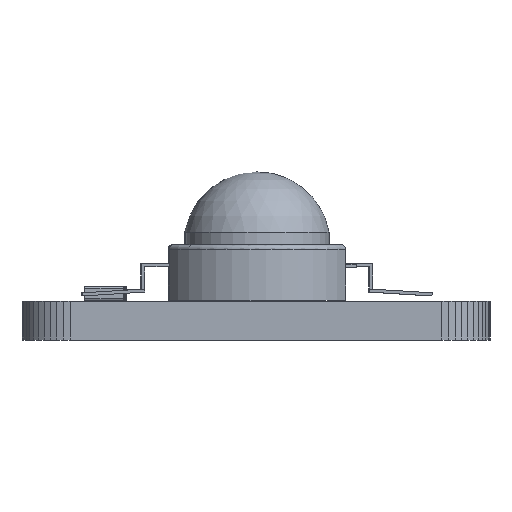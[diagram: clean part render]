
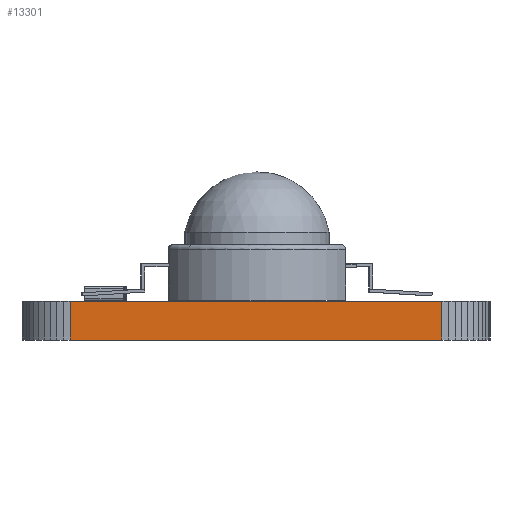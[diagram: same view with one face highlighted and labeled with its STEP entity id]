
A CAD part, left-side view. The second image highlights one B-rep face of the part: STEP entity #13301.
In plain terms, the highlighted planar face has unit normal (-1, 0, 0).
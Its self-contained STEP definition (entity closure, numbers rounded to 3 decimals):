
#10013 = PLANE('',#10014);
#10014 = AXIS2_PLACEMENT_3D('',#10015,#10016,#10017);
#10015 = CARTESIAN_POINT('',(144.329,-99.947,1.6));
#10016 = DIRECTION('',(-0.,-0.,-1.));
#10017 = DIRECTION('',(-1.,0.,0.));
#10067 = PLANE('',#10068);
#10068 = AXIS2_PLACEMENT_3D('',#10069,#10070,#10071);
#10069 = CARTESIAN_POINT('',(144.329,-99.947,0.));
#10070 = DIRECTION('',(-0.,-0.,-1.));
#10071 = DIRECTION('',(-1.,0.,0.));
#11100 = VERTEX_POINT('',#11101);
#11101 = CARTESIAN_POINT('',(124.588,-107.653,0.));
#11115 = PLANE('',#11116);
#11116 = AXIS2_PLACEMENT_3D('',#11117,#11118,#11119);
#11117 = CARTESIAN_POINT('',(124.608,-107.937,0.));
#11118 = DIRECTION('',(-0.997,-0.071,0.));
#11119 = DIRECTION('',(-0.071,0.997,0.));
#11127 = EDGE_CURVE('',#11100,#11128,#11130,.T.);
#11128 = VERTEX_POINT('',#11129);
#11129 = CARTESIAN_POINT('',(124.588,-92.242,0.));
#11130 = SURFACE_CURVE('',#11131,(#11135,#11142),.PCURVE_S1.);
#11131 = LINE('',#11132,#11133);
#11132 = CARTESIAN_POINT('',(124.588,-107.653,0.));
#11133 = VECTOR('',#11134,1.);
#11134 = DIRECTION('',(0.,1.,0.));
#11135 = PCURVE('',#10067,#11136);
#11136 = DEFINITIONAL_REPRESENTATION('',(#11137),#11141);
#11137 = LINE('',#11138,#11139);
#11138 = CARTESIAN_POINT('',(19.741,-7.706));
#11139 = VECTOR('',#11140,1.);
#11140 = DIRECTION('',(0.,1.));
#11141 = ( GEOMETRIC_REPRESENTATION_CONTEXT(2) 
PARAMETRIC_REPRESENTATION_CONTEXT() REPRESENTATION_CONTEXT('2D SPACE',''
  ) );
#11142 = PCURVE('',#11143,#11148);
#11143 = PLANE('',#11144);
#11144 = AXIS2_PLACEMENT_3D('',#11145,#11146,#11147);
#11145 = CARTESIAN_POINT('',(124.588,-107.653,0.));
#11146 = DIRECTION('',(-1.,0.,0.));
#11147 = DIRECTION('',(0.,1.,0.));
#11148 = DEFINITIONAL_REPRESENTATION('',(#11149),#11153);
#11149 = LINE('',#11150,#11151);
#11150 = CARTESIAN_POINT('',(0.,0.));
#11151 = VECTOR('',#11152,1.);
#11152 = DIRECTION('',(1.,0.));
#11153 = ( GEOMETRIC_REPRESENTATION_CONTEXT(2) 
PARAMETRIC_REPRESENTATION_CONTEXT() REPRESENTATION_CONTEXT('2D SPACE',''
  ) );
#11171 = PLANE('',#11172);
#11172 = AXIS2_PLACEMENT_3D('',#11173,#11174,#11175);
#11173 = CARTESIAN_POINT('',(124.588,-92.242,0.));
#11174 = DIRECTION('',(-0.997,0.071,0.));
#11175 = DIRECTION('',(0.071,0.997,0.));
#12274 = VERTEX_POINT('',#12275);
#12275 = CARTESIAN_POINT('',(124.588,-107.653,1.6));
#12296 = EDGE_CURVE('',#12274,#12297,#12299,.T.);
#12297 = VERTEX_POINT('',#12298);
#12298 = CARTESIAN_POINT('',(124.588,-92.242,1.6));
#12299 = SURFACE_CURVE('',#12300,(#12304,#12311),.PCURVE_S1.);
#12300 = LINE('',#12301,#12302);
#12301 = CARTESIAN_POINT('',(124.588,-107.653,1.6));
#12302 = VECTOR('',#12303,1.);
#12303 = DIRECTION('',(0.,1.,0.));
#12304 = PCURVE('',#10013,#12305);
#12305 = DEFINITIONAL_REPRESENTATION('',(#12306),#12310);
#12306 = LINE('',#12307,#12308);
#12307 = CARTESIAN_POINT('',(19.741,-7.706));
#12308 = VECTOR('',#12309,1.);
#12309 = DIRECTION('',(0.,1.));
#12310 = ( GEOMETRIC_REPRESENTATION_CONTEXT(2) 
PARAMETRIC_REPRESENTATION_CONTEXT() REPRESENTATION_CONTEXT('2D SPACE',''
  ) );
#12311 = PCURVE('',#11143,#12312);
#12312 = DEFINITIONAL_REPRESENTATION('',(#12313),#12317);
#12313 = LINE('',#12314,#12315);
#12314 = CARTESIAN_POINT('',(0.,-1.6));
#12315 = VECTOR('',#12316,1.);
#12316 = DIRECTION('',(1.,0.));
#12317 = ( GEOMETRIC_REPRESENTATION_CONTEXT(2) 
PARAMETRIC_REPRESENTATION_CONTEXT() REPRESENTATION_CONTEXT('2D SPACE',''
  ) );
#13251 = EDGE_CURVE('',#11128,#12297,#13252,.T.);
#13252 = SURFACE_CURVE('',#13253,(#13257,#13264),.PCURVE_S1.);
#13253 = LINE('',#13254,#13255);
#13254 = CARTESIAN_POINT('',(124.588,-92.242,0.));
#13255 = VECTOR('',#13256,1.);
#13256 = DIRECTION('',(0.,0.,1.));
#13257 = PCURVE('',#11171,#13258);
#13258 = DEFINITIONAL_REPRESENTATION('',(#13259),#13263);
#13259 = LINE('',#13260,#13261);
#13260 = CARTESIAN_POINT('',(0.,0.));
#13261 = VECTOR('',#13262,1.);
#13262 = DIRECTION('',(0.,-1.));
#13263 = ( GEOMETRIC_REPRESENTATION_CONTEXT(2) 
PARAMETRIC_REPRESENTATION_CONTEXT() REPRESENTATION_CONTEXT('2D SPACE',''
  ) );
#13264 = PCURVE('',#11143,#13265);
#13265 = DEFINITIONAL_REPRESENTATION('',(#13266),#13270);
#13266 = LINE('',#13267,#13268);
#13267 = CARTESIAN_POINT('',(15.411,0.));
#13268 = VECTOR('',#13269,1.);
#13269 = DIRECTION('',(0.,-1.));
#13270 = ( GEOMETRIC_REPRESENTATION_CONTEXT(2) 
PARAMETRIC_REPRESENTATION_CONTEXT() REPRESENTATION_CONTEXT('2D SPACE',''
  ) );
#13301 = ADVANCED_FACE('',(#13302),#11143,.T.);
#13302 = FACE_BOUND('',#13303,.T.);
#13303 = EDGE_LOOP('',(#13304,#13325,#13326,#13327));
#13304 = ORIENTED_EDGE('',*,*,#13305,.T.);
#13305 = EDGE_CURVE('',#11100,#12274,#13306,.T.);
#13306 = SURFACE_CURVE('',#13307,(#13311,#13318),.PCURVE_S1.);
#13307 = LINE('',#13308,#13309);
#13308 = CARTESIAN_POINT('',(124.588,-107.653,0.));
#13309 = VECTOR('',#13310,1.);
#13310 = DIRECTION('',(0.,0.,1.));
#13311 = PCURVE('',#11143,#13312);
#13312 = DEFINITIONAL_REPRESENTATION('',(#13313),#13317);
#13313 = LINE('',#13314,#13315);
#13314 = CARTESIAN_POINT('',(0.,0.));
#13315 = VECTOR('',#13316,1.);
#13316 = DIRECTION('',(0.,-1.));
#13317 = ( GEOMETRIC_REPRESENTATION_CONTEXT(2) 
PARAMETRIC_REPRESENTATION_CONTEXT() REPRESENTATION_CONTEXT('2D SPACE',''
  ) );
#13318 = PCURVE('',#11115,#13319);
#13319 = DEFINITIONAL_REPRESENTATION('',(#13320),#13324);
#13320 = LINE('',#13321,#13322);
#13321 = CARTESIAN_POINT('',(0.285,0.));
#13322 = VECTOR('',#13323,1.);
#13323 = DIRECTION('',(0.,-1.));
#13324 = ( GEOMETRIC_REPRESENTATION_CONTEXT(2) 
PARAMETRIC_REPRESENTATION_CONTEXT() REPRESENTATION_CONTEXT('2D SPACE',''
  ) );
#13325 = ORIENTED_EDGE('',*,*,#12296,.T.);
#13326 = ORIENTED_EDGE('',*,*,#13251,.F.);
#13327 = ORIENTED_EDGE('',*,*,#11127,.F.);
